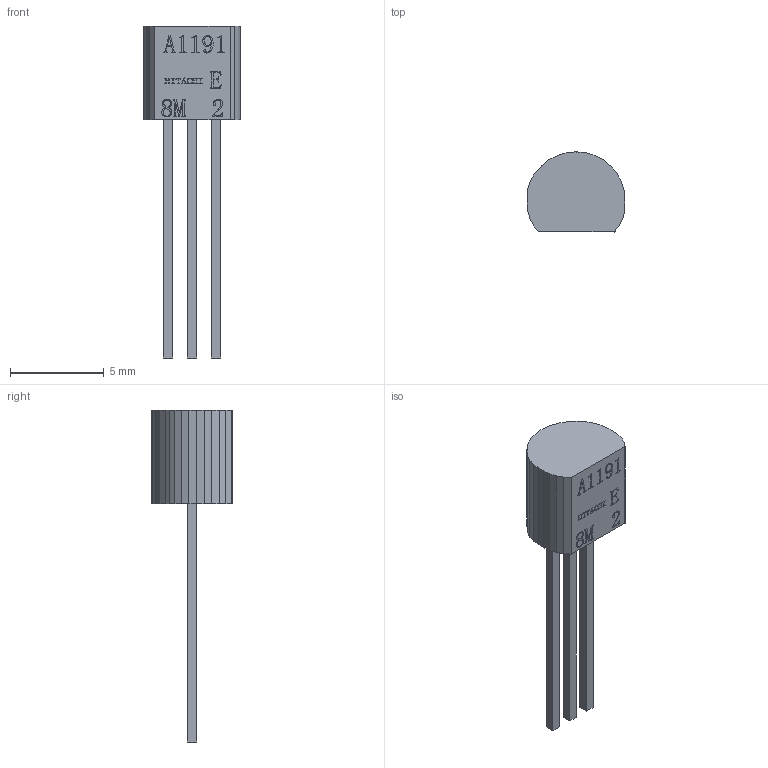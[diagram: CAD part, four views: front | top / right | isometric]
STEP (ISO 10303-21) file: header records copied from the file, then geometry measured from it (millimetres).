
FILE_DESCRIPTION (( 'STEP AP214' ), '1' );
FILE_NAME ('A1191.STEP', '2012-08-25T19:47:12', ( '' ), ( '' ), 'SwSTEP 2.0', 'SolidWorks 2012', '' );
FILE_SCHEMA (( 'AUTOMOTIVE_DESIGN' ));
Length unit declared in the file: millimetre
Products named in the file (1): A1191
Bounding box: 5.2 x 4.27 x 17.7 mm (x, y, z)
Volume: 103.3 mm3; surface area: 193.4 mm2
Topology: 1 solids, 1 shells, 75 faces, 486 edges, 437 vertices
Faces by surface type: plane 75
Entity records: 6826 total; most frequent: CARTESIAN_POINT 2431, ORIENTED_EDGE 972, DIRECTION 522, EDGE_CURVE 486, VERTEX_POINT 437, LINE 370, VECTOR 370, B_SPLINE_CURVE_WITH_KNOTS 116
